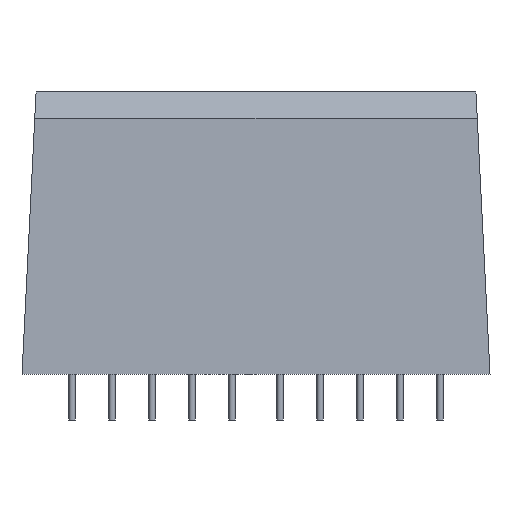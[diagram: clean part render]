
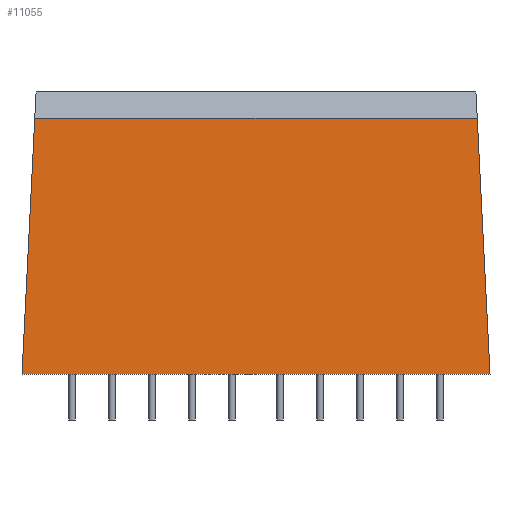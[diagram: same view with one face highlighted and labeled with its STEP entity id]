
A CAD part, front view. The second image highlights one B-rep face of the part: STEP entity #11055.
In plain terms, the highlighted planar face has unit normal (0, -0.999, 0.05).
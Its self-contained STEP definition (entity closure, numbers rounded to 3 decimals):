
#1083=FACE_OUTER_BOUND('',#1737,.T.);
#1737=EDGE_LOOP('',(#7513,#7514,#7515,#7516));
#2476=LINE('',#14503,#3547);
#2481=LINE('',#14513,#3552);
#2483=LINE('',#14517,#3554);
#2484=LINE('',#14518,#3555);
#3547=VECTOR('',#12421,10.);
#3552=VECTOR('',#12430,10.);
#3554=VECTOR('',#12434,10.);
#3555=VECTOR('',#12435,10.);
#4587=VERTEX_POINT('',#14499);
#4588=VERTEX_POINT('',#14501);
#4591=VERTEX_POINT('',#14512);
#4592=VERTEX_POINT('',#14516);
#5746=EDGE_CURVE('',#4587,#4588,#2476,.T.);
#5751=EDGE_CURVE('',#4591,#4587,#2481,.T.);
#5753=EDGE_CURVE('',#4592,#4588,#2483,.T.);
#5754=EDGE_CURVE('',#4592,#4591,#2484,.T.);
#7513=ORIENTED_EDGE('',*,*,#5746,.T.);
#7514=ORIENTED_EDGE('',*,*,#5753,.F.);
#7515=ORIENTED_EDGE('',*,*,#5754,.T.);
#7516=ORIENTED_EDGE('',*,*,#5751,.T.);
#10705=PLANE('',#11770);
#11055=ADVANCED_FACE('',(#1083),#10705,.T.);
#11770=AXIS2_PLACEMENT_3D('',#14515,#12432,#12433);
#12421=DIRECTION('',(-1.,0.,0.));
#12430=DIRECTION('',(-0.05,0.05,0.998));
#12432=DIRECTION('center_axis',(0.,-0.999,
0.05));
#12433=DIRECTION('ref_axis',(1.,0.,0.));
#12434=DIRECTION('',(0.05,0.05,0.998));
#12435=DIRECTION('',(1.,0.,0.));
#14499=CARTESIAN_POINT('',(27.657,-33.907,32.));
#14501=CARTESIAN_POINT('',(-27.657,-33.907,32.));
#14503=CARTESIAN_POINT('',(14.625,-33.907,32.));
#14512=CARTESIAN_POINT('',(29.25,-35.5,0.));
#14513=CARTESIAN_POINT('',(29.162,-35.412,1.759));
#14515=CARTESIAN_POINT('Origin',(29.25,-35.5,0.));
#14516=CARTESIAN_POINT('',(-29.25,-35.5,0.));
#14517=CARTESIAN_POINT('',(-29.178,-35.428,1.449));
#14518=CARTESIAN_POINT('',(-29.25,-35.5,0.));
